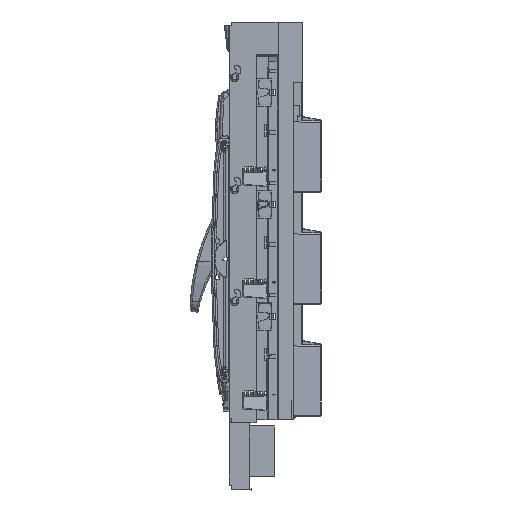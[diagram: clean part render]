
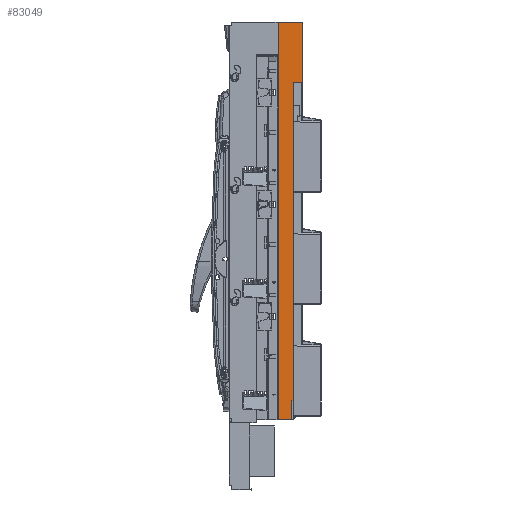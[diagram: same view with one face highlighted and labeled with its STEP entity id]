
A CAD part, left-side view. The second image highlights one B-rep face of the part: STEP entity #83049.
In plain terms, the highlighted planar face has unit normal (-1, -0.01, 0).
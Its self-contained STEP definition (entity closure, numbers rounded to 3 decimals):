
#71491=DIRECTION('',(0.,0.,1.));
#71492=VECTOR('',#71491,526.237);
#71493=CARTESIAN_POINT('',(-98.907,516.005,
-411.869));
#71494=LINE('',#71493,#71492);
#76284=DIRECTION('',(0.,0.,-1.));
#76285=VECTOR('',#76284,656.651);
#76286=CARTESIAN_POINT('',(-99.165,541.005,
213.582));
#76287=LINE('',#76286,#76285);
#76314=DIRECTION('',(0.,0.,-1.));
#76315=VECTOR('',#76314,99.302);
#76316=CARTESIAN_POINT('',(-98.752,501.005,
213.931));
#76317=LINE('',#76316,#76315);
#76318=DIRECTION('',(-0.01,1.,-0.017));
#76319=VECTOR('',#76318,15.003);
#76320=CARTESIAN_POINT('',(-98.752,501.005,
114.629));
#76321=LINE('',#76320,#76319);
#76330=DIRECTION('',(-0.01,1.,-0.009));
#76331=VECTOR('',#76330,40.004);
#76332=CARTESIAN_POINT('',(-98.752,501.005,
213.931));
#76333=LINE('',#76332,#76331);
#77535=DIRECTION('',(0.01,-1.,0.));
#77536=VECTOR('',#77535,3.);
#77537=CARTESIAN_POINT('',(-98.938,519.005,
-411.869));
#77538=LINE('',#77537,#77536);
#77607=DIRECTION('',(0.01,-1.,0.017));
#77608=VECTOR('',#77607,22.005);
#77609=CARTESIAN_POINT('',(-99.165,541.005,
-443.069));
#77610=LINE('',#77609,#77608);
#77683=DIRECTION('',(0.,0.,1.));
#77684=VECTOR('',#77683,30.816);
#77685=CARTESIAN_POINT('',(-98.938,519.005,
-442.685));
#77686=LINE('',#77685,#77684);
#79114=CARTESIAN_POINT('',(-98.752,501.005,
213.931));
#79115=CARTESIAN_POINT('',(-98.752,501.005,
114.629));
#79116=VERTEX_POINT('',#79114);
#79117=VERTEX_POINT('',#79115);
#79581=CARTESIAN_POINT('',(-98.907,516.005,
-411.869));
#79582=VERTEX_POINT('',#79581);
#79583=CARTESIAN_POINT('',(-98.907,516.005,
114.368));
#79584=VERTEX_POINT('',#79583);
#79792=CARTESIAN_POINT('',(-99.165,541.005,
213.582));
#79793=CARTESIAN_POINT('',(-99.165,541.005,
-443.069));
#79794=VERTEX_POINT('',#79792);
#79795=VERTEX_POINT('',#79793);
#79798=CARTESIAN_POINT('',(-98.938,519.005,
-411.869));
#79799=VERTEX_POINT('',#79798);
#79800=CARTESIAN_POINT('',(-98.938,519.005,
-442.685));
#79801=VERTEX_POINT('',#79800);
#83028=CARTESIAN_POINT('',(-99.186,543.005,
217.28));
#83029=DIRECTION('',(1.,0.01,0.));
#83030=DIRECTION('',(0.01,-1.,0.));
#83031=AXIS2_PLACEMENT_3D('',#83028,#83029,#83030);
#83032=PLANE('',#83031);
#83034=ORIENTED_EDGE('',*,*,#83033,.F.);
#83036=ORIENTED_EDGE('',*,*,#83035,.T.);
#83038=ORIENTED_EDGE('',*,*,#83037,.T.);
#83039=ORIENTED_EDGE('',*,*,#79965,.F.);
#83041=ORIENTED_EDGE('',*,*,#83040,.F.);
#83043=ORIENTED_EDGE('',*,*,#83042,.F.);
#83045=ORIENTED_EDGE('',*,*,#83044,.F.);
#83046=ORIENTED_EDGE('',*,*,#83006,.F.);
#83047=EDGE_LOOP('',(#83034,#83036,#83038,#83039,#83041,#83043,#83045,#83046));
#83048=FACE_OUTER_BOUND('',#83047,.F.);
#83049=ADVANCED_FACE('',(#83048),#83032,.F.);
#79965=EDGE_CURVE('',#79582,#79584,#71494,.T.);
#83006=EDGE_CURVE('',#79794,#79795,#76287,.T.);
#83033=EDGE_CURVE('',#79116,#79794,#76333,.T.);
#83035=EDGE_CURVE('',#79116,#79117,#76317,.T.);
#83037=EDGE_CURVE('',#79117,#79584,#76321,.T.);
#83040=EDGE_CURVE('',#79799,#79582,#77538,.T.);
#83042=EDGE_CURVE('',#79801,#79799,#77686,.T.);
#83044=EDGE_CURVE('',#79795,#79801,#77610,.T.);
